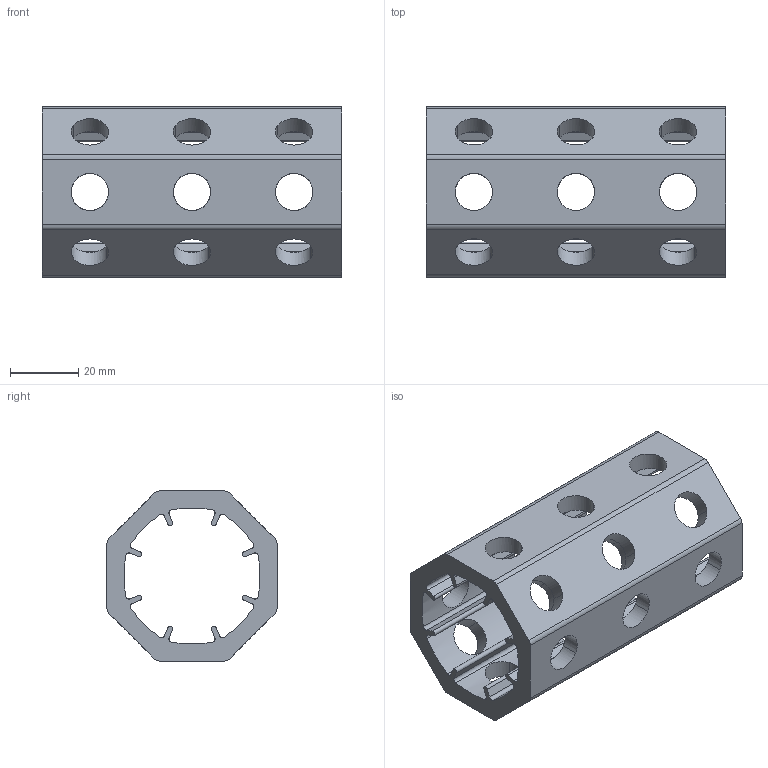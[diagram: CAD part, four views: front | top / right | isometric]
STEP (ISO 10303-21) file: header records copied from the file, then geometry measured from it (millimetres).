
FILE_DESCRIPTION(('CATIA V5 STEP Exchange'),'2;1');
FILE_NAME('AEGT002_SW50_REV.stp','2017-07-05T23:44:17+00:00',('none'),('none'),'CATIA Version 5 Release 21 GA (IN-10)','CATIA V5 STEP AP203','none');
FILE_SCHEMA(('CONFIG_CONTROL_DESIGN'));
Length unit declared in the file: millimetre
Products named in the file (1): AEGT002_SW50x88_REV_01
Bounding box: 88 x 50 x 50 mm (x, y, z)
Volume: 62658.4 mm3; surface area: 32155.6 mm2
Topology: 1 solids, 1 shells, 114 faces, 336 edges, 224 vertices
Faces by surface type: cylinder 88, plane 26
Entity records: 4318 total; most frequent: CARTESIAN_POINT 1323, ORIENTED_EDGE 672, DIRECTION 468, EDGE_CURVE 336, VERTEX_POINT 224, AXIS2_PLACEMENT_3D 219, EDGE_LOOP 164, VECTOR 160
